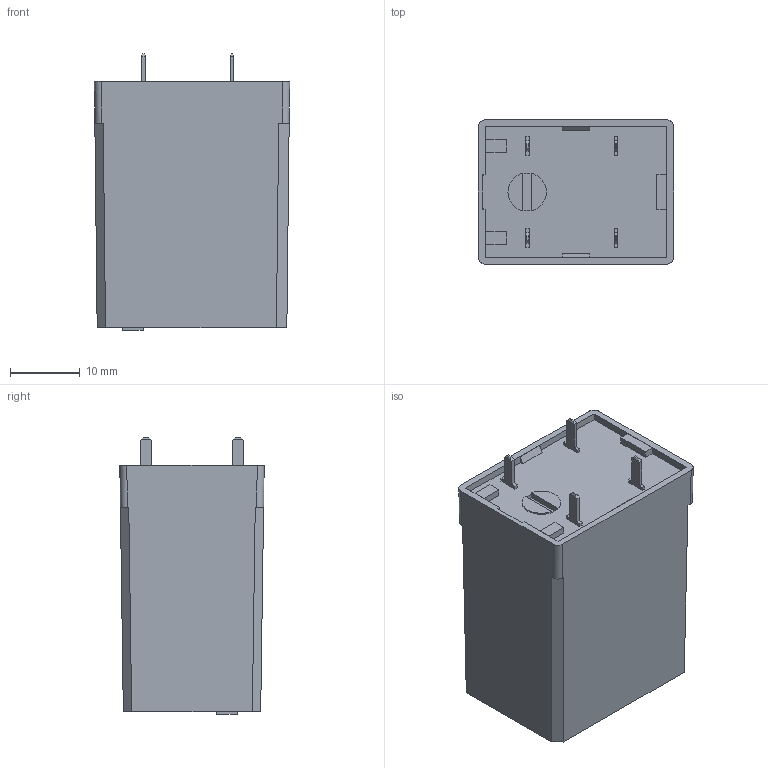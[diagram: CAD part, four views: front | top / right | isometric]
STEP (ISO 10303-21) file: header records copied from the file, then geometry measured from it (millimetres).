
FILE_DESCRIPTION (( 'STEP AP203' ), '1' );
FILE_NAME ('Ðåëå ÐÏ-Èð2-1ç íà ñàéò.STEP', '2019-11-21T06:49:12', ( '' ), ( '' ), 'SwSTEP 2.0', 'SolidWorks 2017', '' );
FILE_SCHEMA (( 'CONFIG_CONTROL_DESIGN' ));
Length unit declared in the file: millimetre
Products named in the file (1): Ðåëå ÐÏ-Èð2-1ç íà ñàéò
Bounding box: 28 x 20.7 x 39.7 mm (x, y, z)
Volume: 5869.5 mm3; surface area: 8525.4 mm2
Topology: 1 solids, 4 shells, 239 faces, 627 edges, 414 vertices
Faces by surface type: plane 201, cylinder 34, cone 3, torus 1
Full cylindrical faces by diameter (mm): 1.7 x2, 2 x3, 3 x1, 3.2 x3, 5 x1
Entity records: 7263 total; most frequent: CARTESIAN_POINT 1329, ORIENTED_EDGE 1224, DIRECTION 1142, EDGE_CURVE 612, LINE 520, VECTOR 520, VERTEX_POINT 412, AXIS2_PLACEMENT_3D 311
